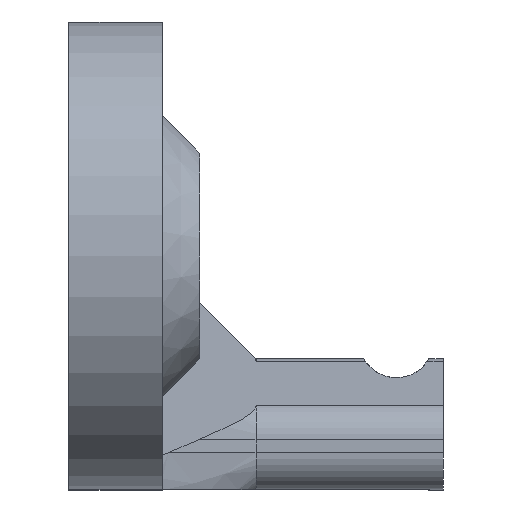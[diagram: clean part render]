
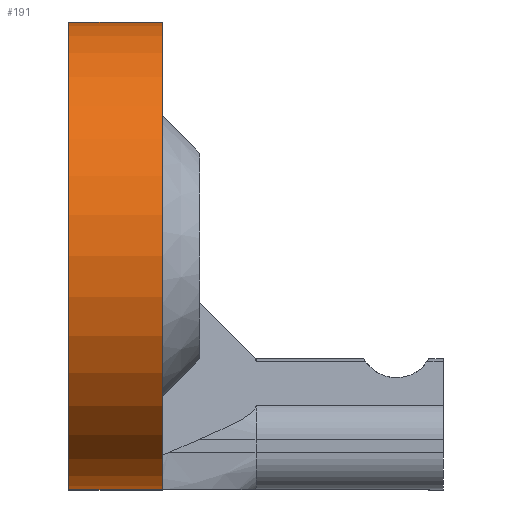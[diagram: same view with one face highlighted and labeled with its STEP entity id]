
A CAD part, left-side view. The second image highlights one B-rep face of the part: STEP entity #191.
In plain terms, the highlighted cylindrical face has radius 12.5 mm (diameter 25 mm), a partial arc.
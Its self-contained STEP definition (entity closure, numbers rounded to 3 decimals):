
#2 = LINE ( 'NONE', #686, #874 ) ;
#9 = EDGE_CURVE ( 'NONE', #1218, #1121, #879, .T. ) ;
#154 = EDGE_CURVE ( 'NONE', #481, #1399, #1525, .T. ) ;
#191 = ADVANCED_FACE ( 'NONE', ( #1135 ), #311, .T. ) ;
#208 = DIRECTION ( 'NONE',  ( 0., -1., 0. ) ) ;
#242 = DIRECTION ( 'NONE',  ( 0., -1., 0. ) ) ;
#302 = CARTESIAN_POINT ( 'NONE',  ( -65., 0., 12.5 ) ) ;
#311 = CYLINDRICAL_SURFACE ( 'NONE', #1231, 12.5 ) ;
#360 = CARTESIAN_POINT ( 'NONE',  ( -65., 5., 0. ) ) ;
#374 = EDGE_LOOP ( 'NONE', ( #964, #1447, #1195, #592 ) ) ;
#423 = AXIS2_PLACEMENT_3D ( 'NONE', #773, #1386, #1270 ) ;
#481 = VERTEX_POINT ( 'NONE', #1138 ) ;
#496 = DIRECTION ( 'NONE',  ( 0., 0., -1. ) ) ;
#525 = CARTESIAN_POINT ( 'NONE',  ( -65., 5., 12.5 ) ) ;
#542 = AXIS2_PLACEMENT_3D ( 'NONE', #1215, #868, #1087 ) ;
#563 = EDGE_CURVE ( 'NONE', #481, #1218, #2, .T. ) ;
#592 = ORIENTED_EDGE ( 'NONE', *, *, #563, .T. ) ;
#686 = CARTESIAN_POINT ( 'NONE',  ( -65., 5., -12.5 ) ) ;
#712 = LINE ( 'NONE', #993, #1361 ) ;
#773 = CARTESIAN_POINT ( 'NONE',  ( -65., 0., 0. ) ) ;
#868 = DIRECTION ( 'NONE',  ( 0., 1., 0. ) ) ;
#874 = VECTOR ( 'NONE', #208, 1000. ) ;
#879 = CIRCLE ( 'NONE', #423, 12.5 ) ;
#964 = ORIENTED_EDGE ( 'NONE', *, *, #9, .T. ) ;
#993 = CARTESIAN_POINT ( 'NONE',  ( -65., 5., 12.5 ) ) ;
#1087 = DIRECTION ( 'NONE',  ( 0., 0., 1. ) ) ;
#1091 = CARTESIAN_POINT ( 'NONE',  ( -65., 0., -12.5 ) ) ;
#1121 = VERTEX_POINT ( 'NONE', #302 ) ;
#1135 = FACE_OUTER_BOUND ( 'NONE', #374, .T. ) ;
#1138 = CARTESIAN_POINT ( 'NONE',  ( -65., 5., -12.5 ) ) ;
#1195 = ORIENTED_EDGE ( 'NONE', *, *, #154, .F. ) ;
#1215 = CARTESIAN_POINT ( 'NONE',  ( -65., 5., 0. ) ) ;
#1218 = VERTEX_POINT ( 'NONE', #1091 ) ;
#1231 = AXIS2_PLACEMENT_3D ( 'NONE', #360, #242, #496 ) ;
#1270 = DIRECTION ( 'NONE',  ( 0., 0., 1. ) ) ;
#1307 = EDGE_CURVE ( 'NONE', #1399, #1121, #712, .T. ) ;
#1361 = VECTOR ( 'NONE', #1481, 1000. ) ;
#1386 = DIRECTION ( 'NONE',  ( 0., 1., 0. ) ) ;
#1399 = VERTEX_POINT ( 'NONE', #525 ) ;
#1447 = ORIENTED_EDGE ( 'NONE', *, *, #1307, .F. ) ;
#1481 = DIRECTION ( 'NONE',  ( 0., -1., 0. ) ) ;
#1525 = CIRCLE ( 'NONE', #542, 12.5 ) ;
